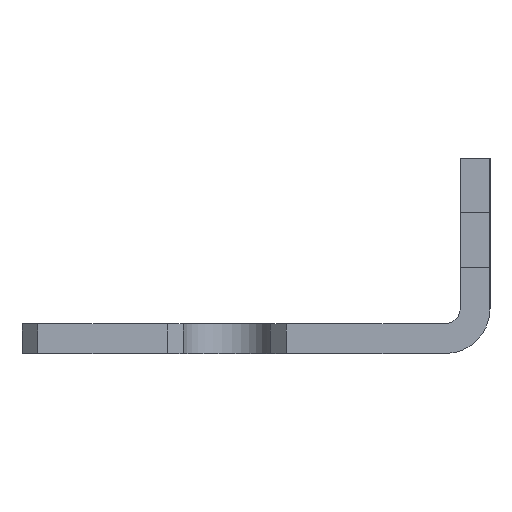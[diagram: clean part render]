
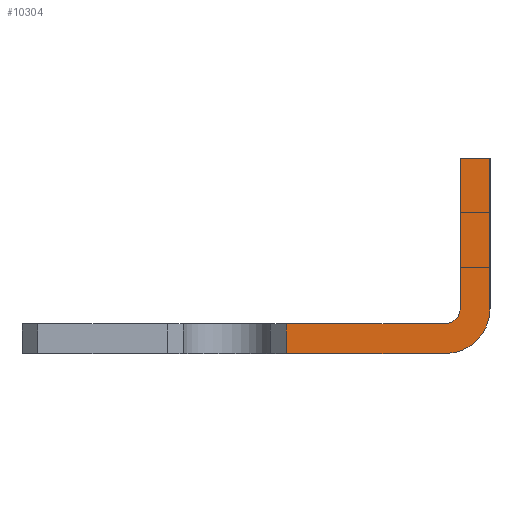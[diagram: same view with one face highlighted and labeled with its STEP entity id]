
A CAD part, left-side view. The second image highlights one B-rep face of the part: STEP entity #10304.
In plain terms, the highlighted planar face has unit normal (-1, 0, 0).
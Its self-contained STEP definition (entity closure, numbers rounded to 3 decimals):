
#21=PLANE('',#10965);
#400=LINE('',#15359,#1206);
#401=LINE('',#15362,#1207);
#402=LINE('',#15364,#1208);
#403=LINE('',#15368,#1209);
#404=LINE('',#15370,#1210);
#405=LINE('',#15372,#1211);
#1206=VECTOR('',#12303,1000.);
#1207=VECTOR('',#12304,1000.);
#1208=VECTOR('',#12305,1000.);
#1209=VECTOR('',#12308,1000.);
#1210=VECTOR('',#12309,1000.);
#1211=VECTOR('',#12310,1000.);
#2104=ORIENTED_EDGE('',*,*,#4804,.F.);
#2105=ORIENTED_EDGE('',*,*,#4805,.T.);
#2106=ORIENTED_EDGE('',*,*,#4806,.T.);
#2107=ORIENTED_EDGE('',*,*,#4807,.T.);
#2108=ORIENTED_EDGE('',*,*,#4808,.F.);
#2109=ORIENTED_EDGE('',*,*,#4809,.T.);
#2110=ORIENTED_EDGE('',*,*,#4810,.T.);
#2111=ORIENTED_EDGE('',*,*,#4811,.F.);
#4804=EDGE_CURVE('',#6154,#6155,#400,.T.);
#4805=EDGE_CURVE('',#6154,#6156,#401,.T.);
#4806=EDGE_CURVE('',#6156,#6157,#402,.T.);
#4807=EDGE_CURVE('',#6157,#6158,#7078,.T.);
#4808=EDGE_CURVE('',#6159,#6158,#403,.T.);
#4809=EDGE_CURVE('',#6159,#6160,#404,.T.);
#4810=EDGE_CURVE('',#6160,#6161,#405,.T.);
#4811=EDGE_CURVE('',#6155,#6161,#7079,.T.);
#6154=VERTEX_POINT('',#15360);
#6155=VERTEX_POINT('',#15361);
#6156=VERTEX_POINT('',#15363);
#6157=VERTEX_POINT('',#15365);
#6158=VERTEX_POINT('',#15367);
#6159=VERTEX_POINT('',#15369);
#6160=VERTEX_POINT('',#15371);
#6161=VERTEX_POINT('',#15373);
#7078=CIRCLE('',#10966,3.632);
#7079=CIRCLE('',#10967,1.219);
#7576=EDGE_LOOP('',(#2104,#2105,#2106,#2107,#2108,#2109,#2110,#2111));
#8804=FACE_BOUND('',#7576,.T.);
#10304=ADVANCED_FACE('',(#8804),#21,.F.);
#10965=AXIS2_PLACEMENT_3D('',#15358,#12301,#12302);
#10966=AXIS2_PLACEMENT_3D('',#15366,#12306,#12307);
#10967=AXIS2_PLACEMENT_3D('',#15374,#12311,#12312);
#12301=DIRECTION('',(1.,0.,0.));
#12302=DIRECTION('',(0.,0.,-1.));
#12303=DIRECTION('',(0.,-1.,0.));
#12304=DIRECTION('',(0.,0.,-1.));
#12305=DIRECTION('',(0.,-1.,0.));
#12306=DIRECTION('',(-1.,0.,0.));
#12307=DIRECTION('',(0.,0.,1.));
#12308=DIRECTION('',(0.,0.,-1.));
#12309=DIRECTION('',(0.,1.,0.));
#12310=DIRECTION('',(0.,0.,-1.));
#12311=DIRECTION('',(-1.,0.,0.));
#12312=DIRECTION('',(0.,-1.,0.));
#15358=CARTESIAN_POINT('',(-1000.125,19.05,2.413));
#15359=CARTESIAN_POINT('',(-1000.125,19.05,2.413));
#15360=CARTESIAN_POINT('',(-1000.125,-2.477,2.413));
#15361=CARTESIAN_POINT('',(-1000.125,-15.418,2.413));
#15362=CARTESIAN_POINT('',(-1000.125,-2.477,2.413));
#15363=CARTESIAN_POINT('',(-1000.125,-2.477,0.));
#15364=CARTESIAN_POINT('',(-1000.125,19.05,0.));
#15365=CARTESIAN_POINT('',(-1000.125,-15.418,0.));
#15366=CARTESIAN_POINT('',(-1000.125,-15.418,3.632));
#15367=CARTESIAN_POINT('',(-1000.125,-19.05,3.632));
#15368=CARTESIAN_POINT('',(-1000.125,-19.05,2.171));
#15369=CARTESIAN_POINT('',(-1000.125,-19.05,15.875));
#15370=CARTESIAN_POINT('',(-1000.125,-19.05,15.875));
#15371=CARTESIAN_POINT('',(-1000.125,-16.637,15.875));
#15372=CARTESIAN_POINT('',(-1000.125,-16.637,2.171));
#15373=CARTESIAN_POINT('',(-1000.125,-16.637,3.632));
#15374=CARTESIAN_POINT('',(-1000.125,-15.418,3.632));
